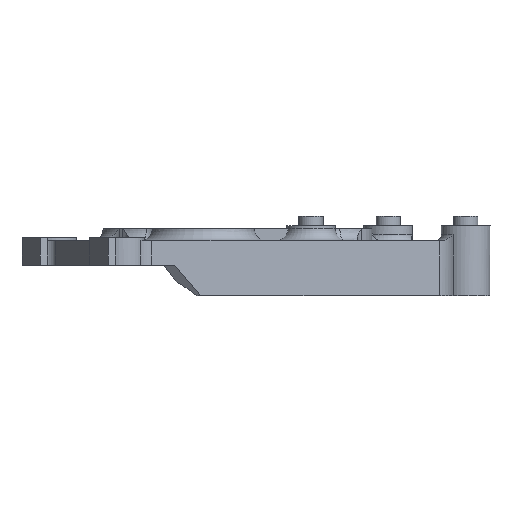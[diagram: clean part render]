
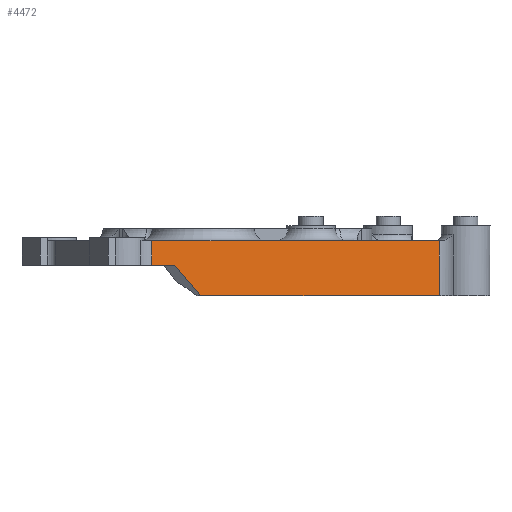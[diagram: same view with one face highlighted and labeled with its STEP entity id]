
A CAD part, left-side view. The second image highlights one B-rep face of the part: STEP entity #4472.
In plain terms, the highlighted planar face has unit normal (-0.973, -0.23, 0).
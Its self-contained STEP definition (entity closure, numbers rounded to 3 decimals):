
#166=PLANE('',#5039);
#223=B_SPLINE_CURVE_WITH_KNOTS('',3,(#7297,#7298,#7299,#7300,#7301,#7302,
#7303,#7304,#7305,#7306,#7307),.UNSPECIFIED.,.F.,.F.,(4,2,3,2,4),(2.814,
2.883,3.046,3.209,3.278),
 .UNSPECIFIED.);
#587=FACE_OUTER_BOUND('',#868,.T.);
#868=EDGE_LOOP('',(#4150,#4151,#4152,#4153,#4154,#4155,#4156,#4157));
#929=LINE('',#7009,#1223);
#1001=LINE('',#7446,#1295);
#1007=LINE('',#7486,#1301);
#1012=LINE('',#7506,#1306);
#1050=LINE('',#7820,#1344);
#1076=LINE('',#8055,#1370);
#1164=LINE('',#8463,#1458);
#1223=VECTOR('',#5366,10.);
#1295=VECTOR('',#5704,10.);
#1301=VECTOR('',#5740,10.);
#1306=VECTOR('',#5765,10.);
#1344=VECTOR('',#5925,10.);
#1370=VECTOR('',#6041,10.);
#1458=VECTOR('',#6409,10.);
#1897=VERTEX_POINT('',#7006);
#1898=VERTEX_POINT('',#7008);
#1991=VERTEX_POINT('',#7294);
#1992=VERTEX_POINT('',#7296);
#2029=VERTEX_POINT('',#7444);
#2045=VERTEX_POINT('',#7484);
#2050=VERTEX_POINT('',#7505);
#2112=VERTEX_POINT('',#7818);
#2366=EDGE_CURVE('',#1897,#1898,#929,.T.);
#2479=EDGE_CURVE('',#1992,#1991,#223,.F.);
#2540=EDGE_CURVE('',#1897,#2029,#1001,.F.);
#2559=EDGE_CURVE('',#2045,#1991,#1007,.T.);
#2569=EDGE_CURVE('',#1992,#2050,#1012,.T.);
#2666=EDGE_CURVE('',#2112,#2029,#1050,.T.);
#2720=EDGE_CURVE('',#2050,#2112,#1076,.T.);
#2867=EDGE_CURVE('',#1898,#2045,#1164,.T.);
#4150=ORIENTED_EDGE('',*,*,#2867,.F.);
#4151=ORIENTED_EDGE('',*,*,#2366,.F.);
#4152=ORIENTED_EDGE('',*,*,#2540,.T.);
#4153=ORIENTED_EDGE('',*,*,#2666,.F.);
#4154=ORIENTED_EDGE('',*,*,#2720,.F.);
#4155=ORIENTED_EDGE('',*,*,#2569,.F.);
#4156=ORIENTED_EDGE('',*,*,#2479,.T.);
#4157=ORIENTED_EDGE('',*,*,#2559,.F.);
#4472=ADVANCED_FACE('',(#587),#166,.T.);
#5039=AXIS2_PLACEMENT_3D('',#8464,#6410,#6411);
#5366=DIRECTION('',(-0.23,0.973,0.));
#5704=DIRECTION('',(-0.151,0.641,0.752));
#5740=DIRECTION('',(0.23,-0.973,0.));
#5765=DIRECTION('',(0.23,-0.973,0.));
#5925=DIRECTION('',(-0.23,0.973,0.));
#6041=DIRECTION('',(0.,0.,-1.));
#6409=DIRECTION('',(0.,0.,1.));
#6410=DIRECTION('center_axis',(-0.973,-0.23,0.));
#6411=DIRECTION('ref_axis',(-0.23,0.973,0.));
#7006=CARTESIAN_POINT('',(0.617,37.598,0.));
#7008=CARTESIAN_POINT('',(-0.267,41.349,0.));
#7009=CARTESIAN_POINT('',(-0.597,42.745,0.));
#7294=CARTESIAN_POINT('',(1.698,33.016,4.));
#7296=CARTESIAN_POINT('',(2.832,28.207,4.));
#7297=CARTESIAN_POINT('Ctrl Pts',(1.698,33.016,4.));
#7298=CARTESIAN_POINT('Ctrl Pts',(1.75,32.793,4.));
#7299=CARTESIAN_POINT('Ctrl Pts',(1.813,32.526,4.003));
#7300=CARTESIAN_POINT('Ctrl Pts',(1.991,31.774,4.013));
#7301=CARTESIAN_POINT('Ctrl Pts',(2.14,31.14,4.023));
#7302=CARTESIAN_POINT('Ctrl Pts',(2.265,30.611,4.023));
#7303=CARTESIAN_POINT('Ctrl Pts',(2.39,30.083,4.023));
#7304=CARTESIAN_POINT('Ctrl Pts',(2.539,29.448,4.013));
#7305=CARTESIAN_POINT('Ctrl Pts',(2.716,28.697,4.003));
#7306=CARTESIAN_POINT('Ctrl Pts',(2.779,28.43,4.));
#7307=CARTESIAN_POINT('Ctrl Pts',(2.832,28.207,4.));
#7444=CARTESIAN_POINT('',(1.623,33.334,-5.));
#7446=CARTESIAN_POINT('',(2.756,28.531,-10.632));
#7484=CARTESIAN_POINT('',(-0.267,41.349,4.));
#7486=CARTESIAN_POINT('',(-0.597,42.745,4.));
#7505=CARTESIAN_POINT('',(10.859,-5.833,4.));
#7506=CARTESIAN_POINT('',(-0.597,42.745,4.));
#7818=CARTESIAN_POINT('',(10.859,-5.833,-5.));
#7820=CARTESIAN_POINT('',(7.859,6.89,-5.));
#8055=CARTESIAN_POINT('',(10.859,-5.833,4.));
#8463=CARTESIAN_POINT('',(-0.267,41.349,4.));
#8464=CARTESIAN_POINT('Origin',(11.189,-7.229,4.));
